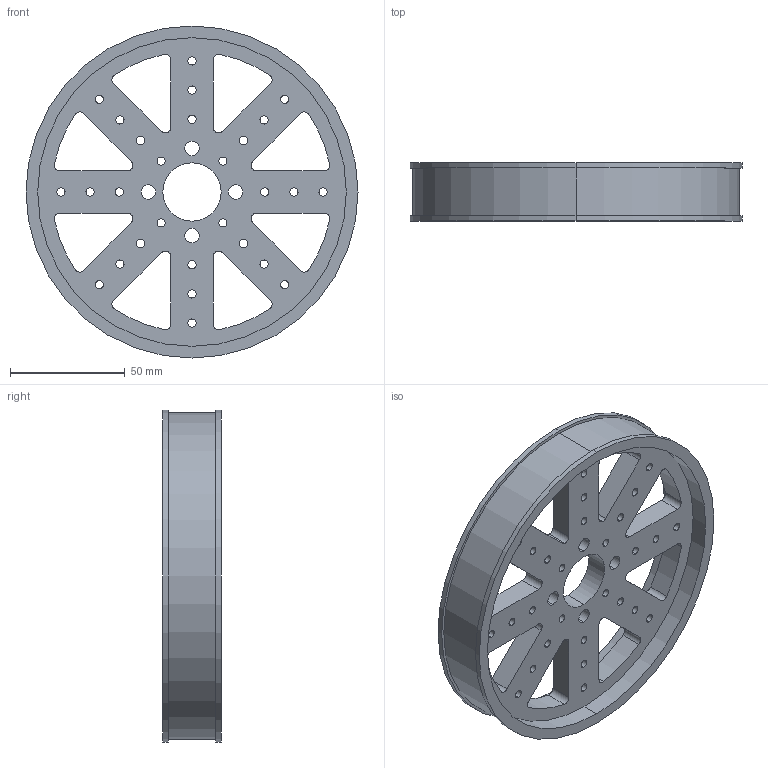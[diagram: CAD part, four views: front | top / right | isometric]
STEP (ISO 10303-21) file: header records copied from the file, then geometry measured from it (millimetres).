
FILE_DESCRIPTION (( 'STEP AP203' ), '1' );
FILE_NAME ('wheel_Default_sldprt.STEP', '2017-04-19T20:13:33', ( '' ), ( '' ), 'SwSTEP 2.0', 'SolidWorks 2016', '' );
FILE_SCHEMA (( 'CONFIG_CONTROL_DESIGN' ));
Length unit declared in the file: millimetre
Products named in the file (1): wheel_Default_sldprt
Bounding box: 144.78 x 25.4 x 144.78 mm (x, y, z)
Volume: 133139.2 mm3; surface area: 53849.6 mm2
Topology: 1 solids, 1 shells, 136 faces, 390 edges, 260 vertices
Faces by surface type: cylinder 114, plane 22
Entity records: 4823 total; most frequent: DIRECTION 892, CARTESIAN_POINT 787, ORIENTED_EDGE 780, EDGE_CURVE 390, AXIS2_PLACEMENT_3D 365, VERTEX_POINT 260, CIRCLE 228, EDGE_LOOP 222
